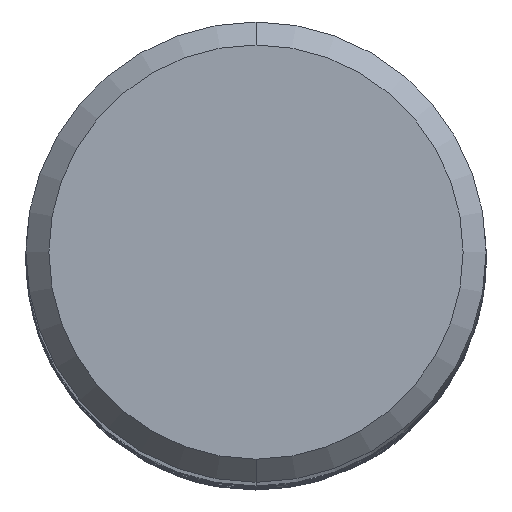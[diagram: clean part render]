
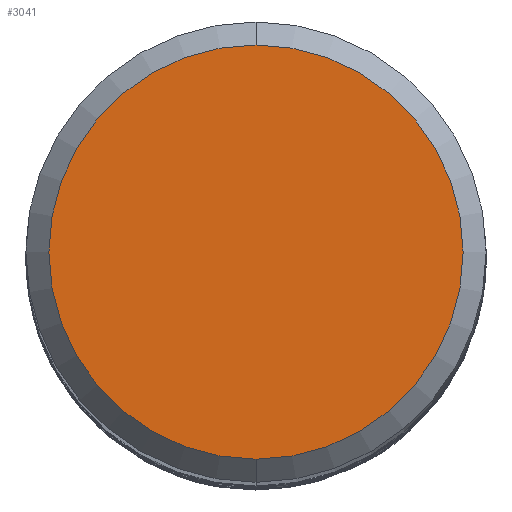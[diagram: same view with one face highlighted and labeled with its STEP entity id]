
A CAD part, top view. The second image highlights one B-rep face of the part: STEP entity #3041.
In plain terms, the highlighted planar face has unit normal (0, 0, 1).
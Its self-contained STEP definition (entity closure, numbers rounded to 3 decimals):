
#1395=VERTEX_POINT('',#4016);
#1891=EDGE_CURVE('',#3147,#1395,#4549,.T.);
#3041=ADVANCED_FACE('',(#5811),#5812,.T.);
#3147=VERTEX_POINT('',#5928);
#3625=EDGE_CURVE('',#1395,#3147,#6441,.T.);
#4016=CARTESIAN_POINT('',(0.0,4.5,0.0));
#4549=CIRCLE('',#12961,4.5);
#5811=FACE_OUTER_BOUND('',#26962,.T.);
#5812=PLANE('',#26963);
#5928=CARTESIAN_POINT('',(0.,-4.5,0.0));
#6441=CIRCLE('',#35771,4.5);
#12961=AXIS2_PLACEMENT_3D('',#41152,#41153,#41154);
#26962=EDGE_LOOP('',(#42548,#42549));
#26963=AXIS2_PLACEMENT_3D('',#42550,#42551,#42552);
#35771=AXIS2_PLACEMENT_3D('',#43131,#43132,#43133);
#41152=CARTESIAN_POINT('',(0.0,0.0,0.0));
#41153=DIRECTION('',(0.0,0.0,-1.0));
#41154=DIRECTION('',(0.0,1.0,0.0));
#42548=ORIENTED_EDGE('',*,*,#3625,.F.);
#42549=ORIENTED_EDGE('',*,*,#1891,.F.);
#42550=CARTESIAN_POINT('',(0.0,2.25,0.0));
#42551=DIRECTION('',(-0.0,0.0,1.0));
#42552=DIRECTION('',(0.0,-1.0,0.0));
#43131=CARTESIAN_POINT('',(0.0,0.0,0.0));
#43132=DIRECTION('',(0.0,0.0,-1.0));
#43133=DIRECTION('',(0.0,1.0,0.0));
